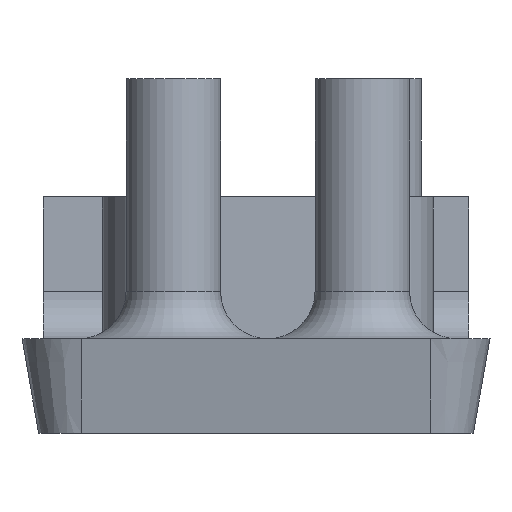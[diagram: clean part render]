
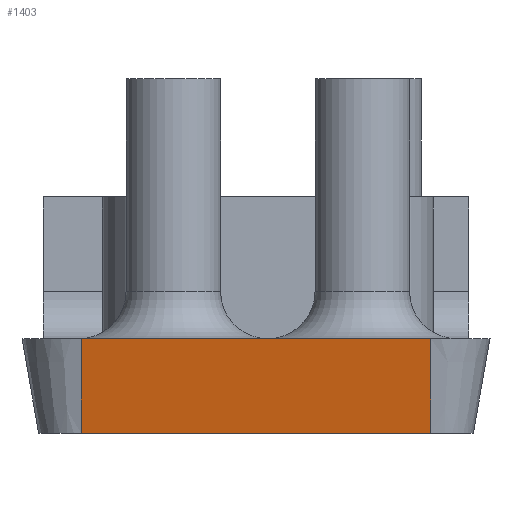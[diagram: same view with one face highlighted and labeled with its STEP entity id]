
A CAD part, left-side view. The second image highlights one B-rep face of the part: STEP entity #1403.
In plain terms, the highlighted planar face has unit normal (-0.985, 0, -0.174).
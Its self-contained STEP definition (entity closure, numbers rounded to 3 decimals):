
#179=FACE_OUTER_BOUND('',#272,.T.);
#272=EDGE_LOOP('',(#1257,#1258,#1259,#1260));
#332=LINE('',#2078,#477);
#361=LINE('',#2178,#506);
#417=LINE('',#2347,#562);
#418=LINE('',#2349,#563);
#477=VECTOR('',#1654,10.);
#506=VECTOR('',#1759,10.);
#562=VECTOR('',#1943,10.);
#563=VECTOR('',#1946,10.);
#607=VERTEX_POINT('',#2075);
#608=VERTEX_POINT('',#2077);
#640=VERTEX_POINT('',#2175);
#641=VERTEX_POINT('',#2177);
#750=EDGE_CURVE('',#608,#607,#332,.T.);
#798=EDGE_CURVE('',#641,#640,#361,.T.);
#881=EDGE_CURVE('',#607,#641,#417,.T.);
#882=EDGE_CURVE('',#608,#640,#418,.T.);
#1257=ORIENTED_EDGE('',*,*,#798,.T.);
#1258=ORIENTED_EDGE('',*,*,#882,.F.);
#1259=ORIENTED_EDGE('',*,*,#750,.T.);
#1260=ORIENTED_EDGE('',*,*,#881,.T.);
#1325=PLANE('',#1546);
#1403=ADVANCED_FACE('',(#179),#1325,.T.);
#1546=AXIS2_PLACEMENT_3D('',#2348,#1944,#1945);
#1654=DIRECTION('',(0.,-1.,0.));
#1759=DIRECTION('',(0.,1.,0.));
#1943=DIRECTION('',(-0.174,0.,0.985));
#1944=DIRECTION('center_axis',(-0.985,0.,
-0.174));
#1945=DIRECTION('ref_axis',(0.,-1.,0.));
#1946=DIRECTION('',(-0.174,0.,0.985));
#2075=CARTESIAN_POINT('',(-0.1,0.8,0.));
#2077=CARTESIAN_POINT('',(-0.1,8.2,0.));
#2078=CARTESIAN_POINT('',(-0.1,8.2,0.));
#2175=CARTESIAN_POINT('',(-0.453,8.2,2.));
#2177=CARTESIAN_POINT('',(-0.453,0.8,2.));
#2178=CARTESIAN_POINT('',(-0.453,8.2,2.));
#2347=CARTESIAN_POINT('',(-0.1,0.8,0.));
#2348=CARTESIAN_POINT('Origin',(-0.1,0.8,0.));
#2349=CARTESIAN_POINT('',(-0.1,8.2,0.));
